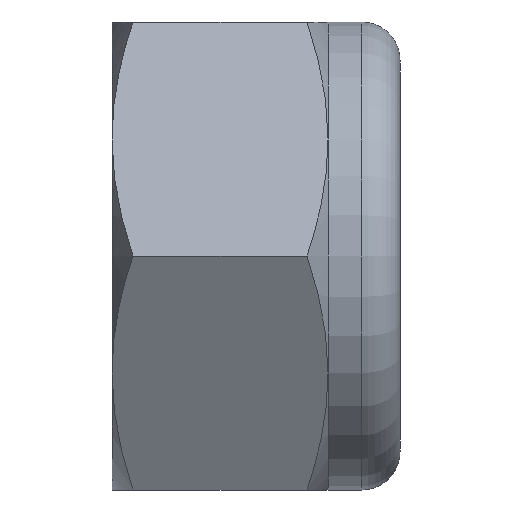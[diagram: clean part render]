
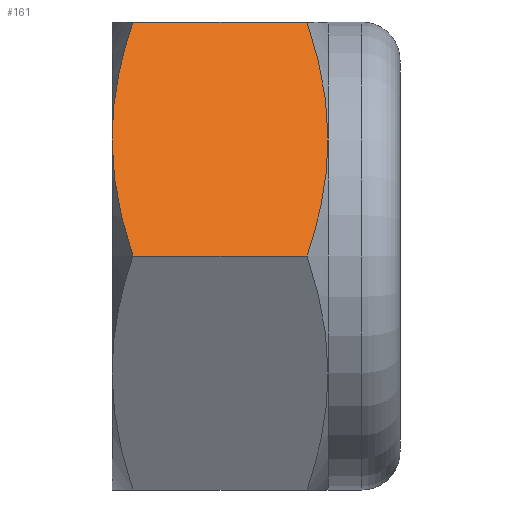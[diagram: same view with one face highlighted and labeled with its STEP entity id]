
A CAD part, front view. The second image highlights one B-rep face of the part: STEP entity #161.
In plain terms, the highlighted planar face has unit normal (0, -0.866, 0.5).
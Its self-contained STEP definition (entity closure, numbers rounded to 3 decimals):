
#161 = ADVANCED_FACE( '', ( #351 ), #352, .F. );
#351 = FACE_OUTER_BOUND( '', #558, .T. );
#352 = PLANE( '', #559 );
#558 = EDGE_LOOP( '', ( #951, #952, #953, #954, #955, #956 ) );
#559 = AXIS2_PLACEMENT_3D( '', #957, #958, #959 );
#951 = ORIENTED_EDGE( '', *, *, #1292, .T. );
#952 = ORIENTED_EDGE( '', *, *, #1293, .T. );
#953 = ORIENTED_EDGE( '', *, *, #1294, .T. );
#954 = ORIENTED_EDGE( '', *, *, #1164, .F. );
#955 = ORIENTED_EDGE( '', *, *, #1267, .T. );
#956 = ORIENTED_EDGE( '', *, *, #1295, .T. );
#957 = CARTESIAN_POINT( '', ( 8., -3.753, 6.5 ) );
#958 = DIRECTION( '', ( 0., 0.866, -0.5 ) );
#959 = DIRECTION( '', ( 0., 0.5, 0.866 ) );
#1164 = EDGE_CURVE( '', #1374, #1375, #1376, .T. );
#1267 = EDGE_CURVE( '', #1374, #1537, #1539, .T. );
#1292 = EDGE_CURVE( '', #1569, #1570, #1571, .T. );
#1293 = EDGE_CURVE( '', #1570, #1556, #1572, .T. );
#1294 = EDGE_CURVE( '', #1556, #1375, #1573, .T. );
#1295 = EDGE_CURVE( '', #1537, #1569, #1574, .T. );
#1374 = VERTEX_POINT( '', #1706 );
#1375 = VERTEX_POINT( '', #1707 );
#1376 = LINE( '', #1708, #1709 );
#1537 = VERTEX_POINT( '', #1959 );
#1539 = B_SPLINE_CURVE_WITH_KNOTS( '', 3, ( #1961, #1962, #1963, #1964, #1965, #1966 ), .UNSPECIFIED., .F., .F., ( 4, 2, 4 ), ( 0., 0.002, 0.004 ), .UNSPECIFIED. );
#1556 = VERTEX_POINT( '', #1992 );
#1569 = VERTEX_POINT( '', #2012 );
#1570 = VERTEX_POINT( '', #2013 );
#1571 = LINE( '', #2014, #2015 );
#1572 = B_SPLINE_CURVE_WITH_KNOTS( '', 3, ( #2016, #2017, #2018, #2019, #2020, #2021 ), .UNSPECIFIED., .F., .F., ( 4, 2, 4 ), ( 0., 0.002, 0.004 ), .UNSPECIFIED. );
#1573 = B_SPLINE_CURVE_WITH_KNOTS( '', 3, ( #2022, #2023, #2024, #2025, #2026, #2027, #2028, #2029 ), .UNSPECIFIED., .F., .F., ( 4, 2, 2, 4 ), ( 0.004, 0.005, 0.006, 0.008 ), .UNSPECIFIED. );
#1574 = B_SPLINE_CURVE_WITH_KNOTS( '', 3, ( #2030, #2031, #2032, #2033, #2034, #2035, #2036, #2037 ), .UNSPECIFIED., .F., .F., ( 4, 2, 2, 4 ), ( 0.004, 0.005, 0.006, 0.008 ), .UNSPECIFIED. );
#1706 = CARTESIAN_POINT( '', ( 5.419, -7.506, 0. ) );
#1707 = CARTESIAN_POINT( '', ( 0.581, -7.506, 0. ) );
#1708 = CARTESIAN_POINT( '', ( 8., -7.506, 0. ) );
#1709 = VECTOR( '', #2122, 1000. );
#1959 = CARTESIAN_POINT( '', ( 6., -5.629, 3.25 ) );
#1961 = CARTESIAN_POINT( '', ( 5.419, -7.506, 0. ) );
#1962 = CARTESIAN_POINT( '', ( 5.597, -7.199, 0.532 ) );
#1963 = CARTESIAN_POINT( '', ( 5.743, -6.889, 1.067 ) );
#1964 = CARTESIAN_POINT( '', ( 5.945, -6.265, 2.149 ) );
#1965 = CARTESIAN_POINT( '', ( 6., -5.949, 2.696 ) );
#1966 = CARTESIAN_POINT( '', ( 6., -5.629, 3.25 ) );
#1992 = CARTESIAN_POINT( '', ( 0., -5.629, 3.25 ) );
#2012 = CARTESIAN_POINT( '', ( 5.419, -3.753, 6.5 ) );
#2013 = CARTESIAN_POINT( '', ( 0.581, -3.753, 6.5 ) );
#2014 = CARTESIAN_POINT( '', ( 8., -3.753, 6.5 ) );
#2015 = VECTOR( '', #2260, 1000. );
#2016 = CARTESIAN_POINT( '', ( 0.581, -3.753, 6.5 ) );
#2017 = CARTESIAN_POINT( '', ( 0.403, -4.06, 5.968 ) );
#2018 = CARTESIAN_POINT( '', ( 0.257, -4.369, 5.433 ) );
#2019 = CARTESIAN_POINT( '', ( 0.055, -4.994, 4.351 ) );
#2020 = CARTESIAN_POINT( '', ( 0., -5.309, 3.804 ) );
#2021 = CARTESIAN_POINT( '', ( 0., -5.629, 3.25 ) );
#2022 = CARTESIAN_POINT( '', ( 0., -5.629, 3.25 ) );
#2023 = CARTESIAN_POINT( '', ( 0., -5.788, 2.974 ) );
#2024 = CARTESIAN_POINT( '', ( 0.014, -5.948, 2.697 ) );
#2025 = CARTESIAN_POINT( '', ( 0.067, -6.265, 2.149 ) );
#2026 = CARTESIAN_POINT( '', ( 0.106, -6.422, 1.877 ) );
#2027 = CARTESIAN_POINT( '', ( 0.258, -6.891, 1.065 ) );
#2028 = CARTESIAN_POINT( '', ( 0.404, -7.199, 0.53 ) );
#2029 = CARTESIAN_POINT( '', ( 0.581, -7.506, 0. ) );
#2030 = CARTESIAN_POINT( '', ( 6., -5.629, 3.25 ) );
#2031 = CARTESIAN_POINT( '', ( 6., -5.47, 3.526 ) );
#2032 = CARTESIAN_POINT( '', ( 5.986, -5.31, 3.803 ) );
#2033 = CARTESIAN_POINT( '', ( 5.933, -4.994, 4.351 ) );
#2034 = CARTESIAN_POINT( '', ( 5.894, -4.836, 4.623 ) );
#2035 = CARTESIAN_POINT( '', ( 5.742, -4.368, 5.435 ) );
#2036 = CARTESIAN_POINT( '', ( 5.596, -4.059, 5.97 ) );
#2037 = CARTESIAN_POINT( '', ( 5.419, -3.753, 6.5 ) );
#2122 = DIRECTION( '', ( -1., 0., 0. ) );
#2260 = DIRECTION( '', ( -1., 0., 0. ) );
